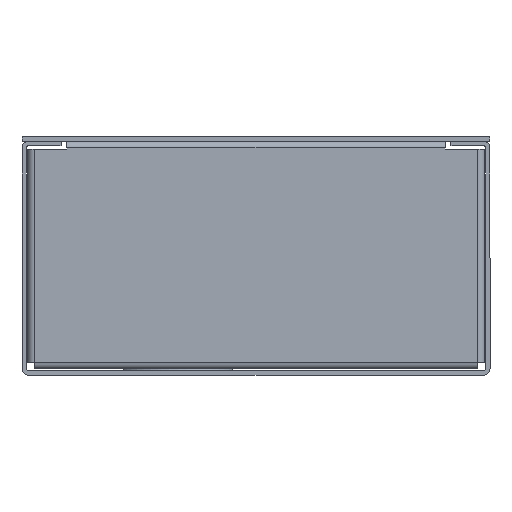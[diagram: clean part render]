
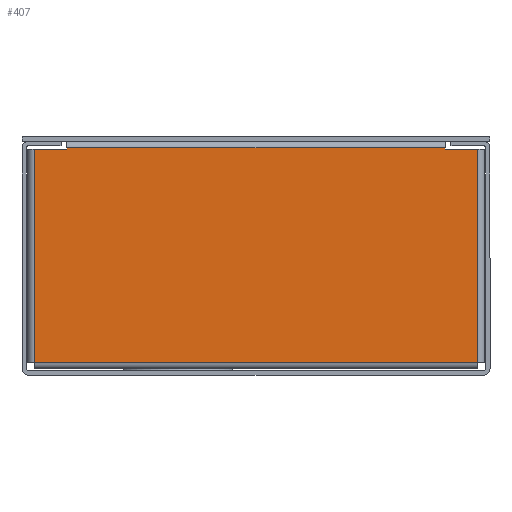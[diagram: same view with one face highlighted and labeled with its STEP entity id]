
A CAD part, front view. The second image highlights one B-rep face of the part: STEP entity #407.
In plain terms, the highlighted planar face has unit normal (0, -1, 0).
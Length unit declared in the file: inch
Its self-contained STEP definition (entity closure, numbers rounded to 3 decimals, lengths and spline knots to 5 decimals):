
#12 = CARTESIAN_POINT ( 'NONE',  ( 2.844, -4., 3. ) ) ;
#137 = CARTESIAN_POINT ( 'NONE',  ( 2.429, -4., 2.9 ) ) ;
#146 = FACE_OUTER_BOUND ( 'NONE', #3667, .T. ) ;
#237 = DIRECTION ( 'NONE',  ( 0., 0., -1. ) ) ;
#307 = CARTESIAN_POINT ( 'NONE',  ( -2.844, -4., 0.166 ) ) ;
#357 = CARTESIAN_POINT ( 'NONE',  ( 2.844, -4., 0.166 ) ) ;
#407 = ADVANCED_FACE ( 'NONE', ( #146 ), #5725, .F. ) ;
#472 = VERTEX_POINT ( 'NONE', #743 ) ;
#582 = CARTESIAN_POINT ( 'NONE',  ( -2.844, -4., 0.166 ) ) ;
#637 = ORIENTED_EDGE ( 'NONE', *, *, #1810, .F. ) ;
#712 = CARTESIAN_POINT ( 'NONE',  ( -2.844, -4., 3. ) ) ;
#743 = CARTESIAN_POINT ( 'NONE',  ( -2.429, -4., 2.9 ) ) ;
#860 = CARTESIAN_POINT ( 'NONE',  ( 2.429, -4., 2.914 ) ) ;
#885 = DIRECTION ( 'NONE',  ( -1., 0., 0. ) ) ;
#963 = LINE ( 'NONE', #6504, #5753 ) ;
#1011 = VECTOR ( 'NONE', #1072, 39.37008 ) ;
#1072 = DIRECTION ( 'NONE',  ( 1., 0., 0. ) ) ;
#1145 = CARTESIAN_POINT ( 'NONE',  ( -2.844, -4., 0.166 ) ) ;
#1179 = ORIENTED_EDGE ( 'NONE', *, *, #3803, .F. ) ;
#1194 = ORIENTED_EDGE ( 'NONE', *, *, #3039, .F. ) ;
#1238 = DIRECTION ( 'NONE',  ( 0., 1., 0. ) ) ;
#1319 = VECTOR ( 'NONE', #2584, 39.37008 ) ;
#1378 = VERTEX_POINT ( 'NONE', #4814 ) ;
#1747 = VECTOR ( 'NONE', #6290, 39.37008 ) ;
#1810 = EDGE_CURVE ( 'NONE', #2745, #2322, #5716, .T. ) ;
#1991 = CARTESIAN_POINT ( 'NONE',  ( -2.844, -4., 2.914 ) ) ;
#2182 = VECTOR ( 'NONE', #4070, 39.37008 ) ;
#2322 = VERTEX_POINT ( 'NONE', #4785 ) ;
#2584 = DIRECTION ( 'NONE',  ( 0., 0., 1. ) ) ;
#2745 = VERTEX_POINT ( 'NONE', #860 ) ;
#3010 = LINE ( 'NONE', #12, #2182 ) ;
#3039 = EDGE_CURVE ( 'NONE', #6240, #6437, #5415, .T. ) ;
#3156 = AXIS2_PLACEMENT_3D ( 'NONE', #712, #1238, #4636 ) ;
#3550 = CARTESIAN_POINT ( 'NONE',  ( -2.844, -4., 2.9 ) ) ;
#3558 = ORIENTED_EDGE ( 'NONE', *, *, #5175, .F. ) ;
#3584 = LINE ( 'NONE', #1991, #1011 ) ;
#3667 = EDGE_LOOP ( 'NONE', ( #5546, #3558, #1179, #6015, #1194, #3697, #6217, #637 ) ) ;
#3697 = ORIENTED_EDGE ( 'NONE', *, *, #4219, .F. ) ;
#3787 = VECTOR ( 'NONE', #237, 39.37008 ) ;
#3803 = EDGE_CURVE ( 'NONE', #1378, #472, #5601, .T. ) ;
#3853 = EDGE_CURVE ( 'NONE', #5044, #2745, #3584, .T. ) ;
#4070 = DIRECTION ( 'NONE',  ( 0., 0., -1. ) ) ;
#4083 = CARTESIAN_POINT ( 'NONE',  ( 2.844, -4., 2.9 ) ) ;
#4219 = EDGE_CURVE ( 'NONE', #5156, #6240, #3010, .T. ) ;
#4636 = DIRECTION ( 'NONE',  ( -1., 0., 0. ) ) ;
#4715 = LINE ( 'NONE', #1145, #1747 ) ;
#4785 = CARTESIAN_POINT ( 'NONE',  ( 2.429, -4., 2.9 ) ) ;
#4814 = CARTESIAN_POINT ( 'NONE',  ( -2.844, -4., 2.9 ) ) ;
#4970 = CARTESIAN_POINT ( 'NONE',  ( -2.429, -4., 2.914 ) ) ;
#5044 = VERTEX_POINT ( 'NONE', #4970 ) ;
#5133 = VECTOR ( 'NONE', #5628, 39.37008 ) ;
#5156 = VERTEX_POINT ( 'NONE', #4083 ) ;
#5175 = EDGE_CURVE ( 'NONE', #472, #5044, #6019, .T. ) ;
#5415 = LINE ( 'NONE', #307, #5954 ) ;
#5493 = DIRECTION ( 'NONE',  ( 1., 0., 0. ) ) ;
#5496 = EDGE_CURVE ( 'NONE', #2322, #5156, #963, .T. ) ;
#5524 = EDGE_CURVE ( 'NONE', #6437, #1378, #4715, .T. ) ;
#5546 = ORIENTED_EDGE ( 'NONE', *, *, #3853, .F. ) ;
#5569 = CARTESIAN_POINT ( 'NONE',  ( -2.429, -4., 2.9 ) ) ;
#5601 = LINE ( 'NONE', #3550, #5133 ) ;
#5628 = DIRECTION ( 'NONE',  ( 1., 0., 0. ) ) ;
#5716 = LINE ( 'NONE', #137, #3787 ) ;
#5725 = PLANE ( 'NONE',  #3156 ) ;
#5753 = VECTOR ( 'NONE', #5493, 39.37008 ) ;
#5954 = VECTOR ( 'NONE', #885, 39.37008 ) ;
#6015 = ORIENTED_EDGE ( 'NONE', *, *, #5524, .F. ) ;
#6019 = LINE ( 'NONE', #5569, #1319 ) ;
#6217 = ORIENTED_EDGE ( 'NONE', *, *, #5496, .F. ) ;
#6240 = VERTEX_POINT ( 'NONE', #357 ) ;
#6290 = DIRECTION ( 'NONE',  ( 0., 0., 1. ) ) ;
#6437 = VERTEX_POINT ( 'NONE', #582 ) ;
#6504 = CARTESIAN_POINT ( 'NONE',  ( 2.844, -4., 2.9 ) ) ;
